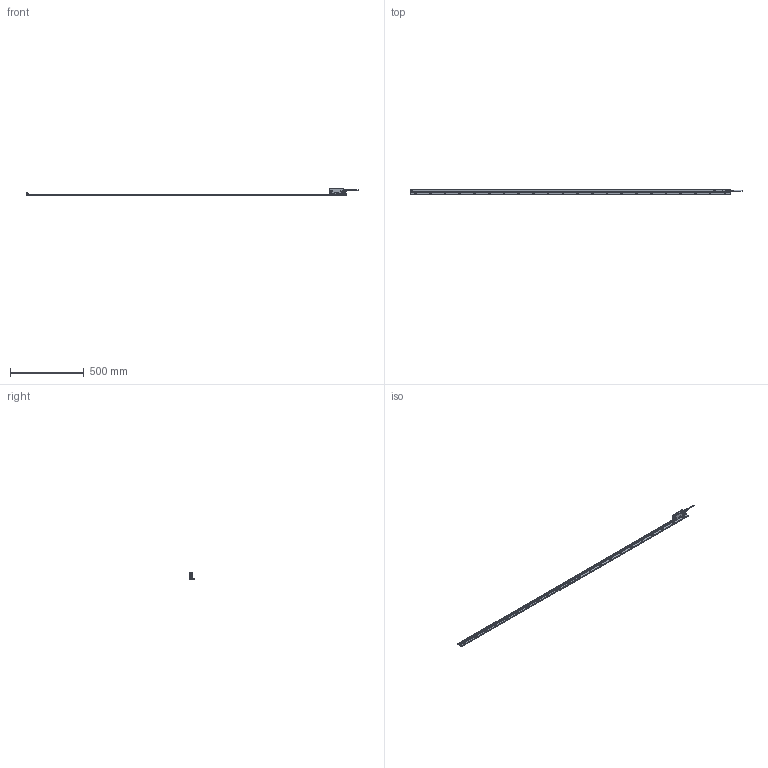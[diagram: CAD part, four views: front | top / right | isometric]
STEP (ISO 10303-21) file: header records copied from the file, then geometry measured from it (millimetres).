
FILE_DESCRIPTION(('CATIA V5 STEP','CAx-IF Rec.Pracs.--- Model Styling and Organization---1.4--- 2014-01-23'),'2;1');
FILE_NAME('SQ47-204L.stp','2019-11-12T07:36:27+00:00',('none'),('none'),'CATIA Version 5-6 Release 2017 SP5','CATIA V5 STEP AP214','none');
FILE_SCHEMA(('AUTOMOTIVE_DESIGN { 1 0 10303 214 1 1 1 1 }'));
Products named in the file (3): SQ47-204L; Head_ASSY_L; Scale base 2040
Assembly tree (2 placements, depth 2):
  SQ47-204L
    Head_ASSY_L
    Scale base 2040
Bounding box: 2254.5 x 37 x 46.38 mm (x, y, z)
Volume: 732859.1 mm3; surface area: 273745.9 mm2
Topology: 2 solids, 23 shells, 3205 faces, 8691 edges, 5610 vertices
Faces by surface type: cone 1226, plane 755, cylinder 646, bspline 389, torus 177, sphere 12
Entity records: 114580 total; most frequent: CARTESIAN_POINT 40916, ORIENTED_EDGE 17334, DIRECTION 11414, EDGE_CURVE 8667, AXIS2_PLACEMENT_3D 5944, VERTEX_POINT 5610, CIRCLE 3785, EDGE_LOOP 3429
